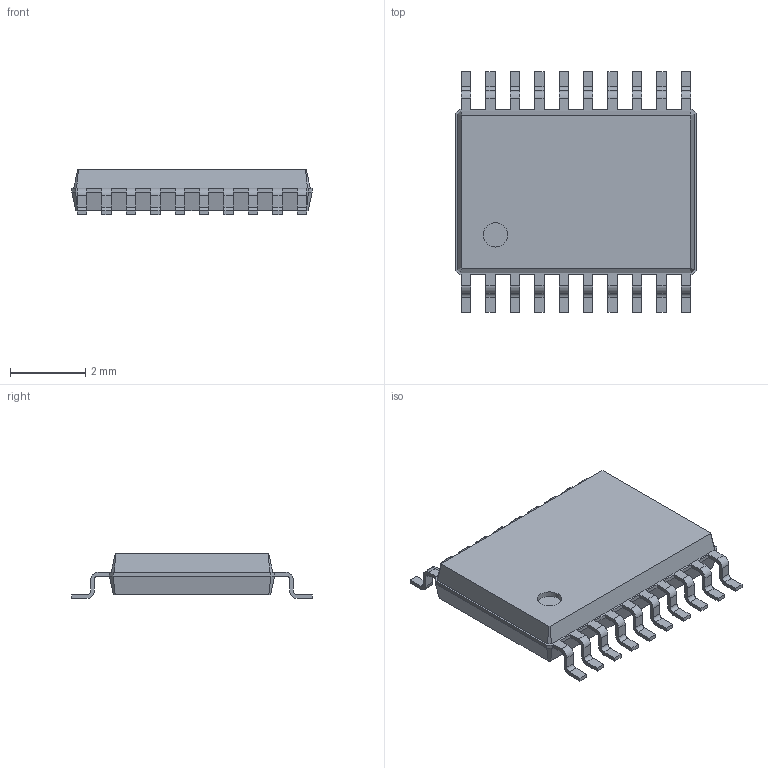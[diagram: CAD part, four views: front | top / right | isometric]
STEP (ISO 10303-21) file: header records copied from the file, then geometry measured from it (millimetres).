
FILE_DESCRIPTION(('FreeCAD Model'),'2;1');
FILE_NAME('tssop_20_64x44_p065.step', '2016-10-12T13:03:13',('Author'),(''), 'Open CASCADE STEP processor 6.8','FreeCAD','Unknown');
FILE_SCHEMA(('AUTOMOTIVE_DESIGN_CC2 { 1 2 10303 214 -1 1 5 4 }'));
Length unit declared in the file: millimetre
Products named in the file (2): ASSEMBLY; tssop_20_64x44_p065
Assembly tree (1 placements, depth 2):
  ASSEMBLY
    tssop_20_64x44_p065
Bounding box: 6.4 x 6.4 x 1.2 mm (x, y, z)
Volume: 30 mm3; surface area: 96.2 mm2
Topology: 1 solids, 1 shells, 336 faces, 895 edges, 562 vertices
Faces by surface type: plane 211, cylinder 81, bspline 44
Full cylindrical faces by diameter (mm): 0.65 x1
Entity records: 24379 total; most frequent: CARTESIAN_POINT 4415, DIRECTION 3182, LINE 2189, VECTOR 2189, ORIENTED_EDGE 1790, PCURVE 1790, DEFINITIONAL_REPRESENTATION 1790, EDGE_CURVE 895
